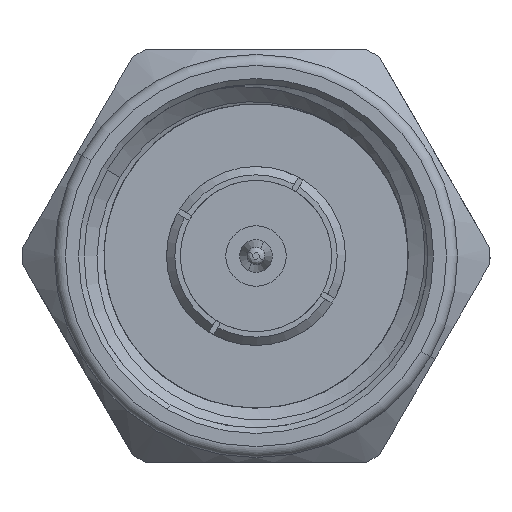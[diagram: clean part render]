
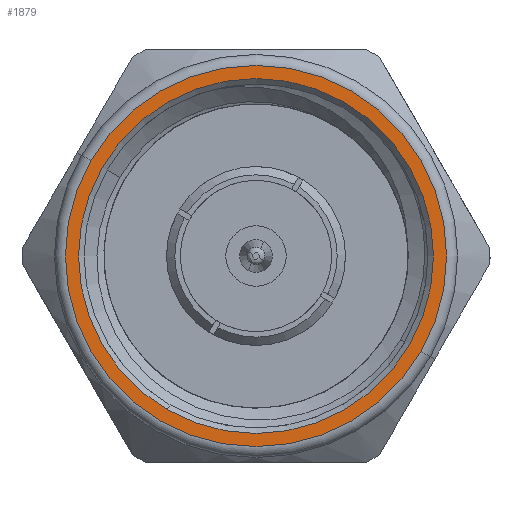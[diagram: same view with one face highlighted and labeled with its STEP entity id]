
A CAD part, left-side view. The second image highlights one B-rep face of the part: STEP entity #1879.
In plain terms, the highlighted planar face has unit normal (-1, 0, 0).
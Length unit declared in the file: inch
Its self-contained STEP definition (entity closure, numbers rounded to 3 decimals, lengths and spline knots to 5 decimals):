
#2 = DIRECTION ( 'NONE',  ( 0., 0., 1. ) ) ;
#15 = CARTESIAN_POINT ( 'NONE',  ( 0., 0., 0. ) ) ;
#54 = DIRECTION ( 'NONE',  ( 0., -1., 0. ) ) ;
#326 = DIRECTION ( 'NONE',  ( 1., 0., 0. ) ) ;
#408 = DIRECTION ( 'NONE',  ( 0., 1., 0. ) ) ;
#484 = CARTESIAN_POINT ( 'NONE',  ( 0., 0.34631, 0. ) ) ;
#552 = ORIENTED_EDGE ( 'NONE', *, *, #1849, .T. ) ;
#838 = PLANE ( 'NONE',  #4102 ) ;
#855 = DIRECTION ( 'NONE',  ( -1., 0., 0. ) ) ;
#869 = DIRECTION ( 'NONE',  ( 1., 0., 0. ) ) ;
#984 = DIRECTION ( 'NONE',  ( 0., -1., 0. ) ) ;
#1176 = ORIENTED_EDGE ( 'NONE', *, *, #3868, .T. ) ;
#1199 = VERTEX_POINT ( 'NONE', #3828 ) ;
#1373 = FACE_OUTER_BOUND ( 'NONE', #3307, .T. ) ;
#1849 = EDGE_CURVE ( 'NONE', #3369, #1199, #3103, .T. ) ;
#1879 = ADVANCED_FACE ( 'NONE', ( #1373, #2616 ), #838, .F. ) ;
#2276 = CARTESIAN_POINT ( 'NONE',  ( 0., -0.34631, 0. ) ) ;
#2301 = CARTESIAN_POINT ( 'NONE',  ( 0., 0.34631, 0. ) ) ;
#2616 = FACE_BOUND ( 'NONE', #3333, .T. ) ;
#2687 = AXIS2_PLACEMENT_3D ( 'NONE', #2904, #326, #3358 ) ;
#2692 = ORIENTED_EDGE ( 'NONE', *, *, #5030, .T. ) ;
#2904 = CARTESIAN_POINT ( 'NONE',  ( 0., 0., 0. ) ) ;
#3103 = CIRCLE ( 'NONE', #3192, 0.3225 ) ;
#3192 = AXIS2_PLACEMENT_3D ( 'NONE', #3501, #869, #2 ) ;
#3233 = CIRCLE ( 'NONE', #2687, 0.3225 ) ;
#3307 = EDGE_LOOP ( 'NONE', ( #3667, #1176 ) ) ;
#3333 = EDGE_LOOP ( 'NONE', ( #2692, #552 ) ) ;
#3358 = DIRECTION ( 'NONE',  ( 0., 0., 1. ) ) ;
#3369 = VERTEX_POINT ( 'NONE', #3585 ) ;
#3501 = CARTESIAN_POINT ( 'NONE',  ( 0., 0., 0. ) ) ;
#3520 = CARTESIAN_POINT ( 'NONE',  ( 0., 0., 0. ) ) ;
#3585 = CARTESIAN_POINT ( 'NONE',  ( 0., 0., -0.3225 ) ) ;
#3667 = ORIENTED_EDGE ( 'NONE', *, *, #4788, .T. ) ;
#3828 = CARTESIAN_POINT ( 'NONE',  ( 0., 0., 0.3225 ) ) ;
#3868 = EDGE_CURVE ( 'NONE', #4570, #5159, #4172, .T. ) ;
#4102 = AXIS2_PLACEMENT_3D ( 'NONE', #2301, #4907, #408 ) ;
#4172 = CIRCLE ( 'NONE', #4911, 0.34631 ) ;
#4416 = AXIS2_PLACEMENT_3D ( 'NONE', #15, #5318, #984 ) ;
#4570 = VERTEX_POINT ( 'NONE', #484 ) ;
#4788 = EDGE_CURVE ( 'NONE', #5159, #4570, #5691, .T. ) ;
#4907 = DIRECTION ( 'NONE',  ( 1., 0., 0. ) ) ;
#4911 = AXIS2_PLACEMENT_3D ( 'NONE', #3520, #855, #54 ) ;
#5030 = EDGE_CURVE ( 'NONE', #1199, #3369, #3233, .T. ) ;
#5159 = VERTEX_POINT ( 'NONE', #2276 ) ;
#5318 = DIRECTION ( 'NONE',  ( -1., 0., 0. ) ) ;
#5691 = CIRCLE ( 'NONE', #4416, 0.34631 ) ;
